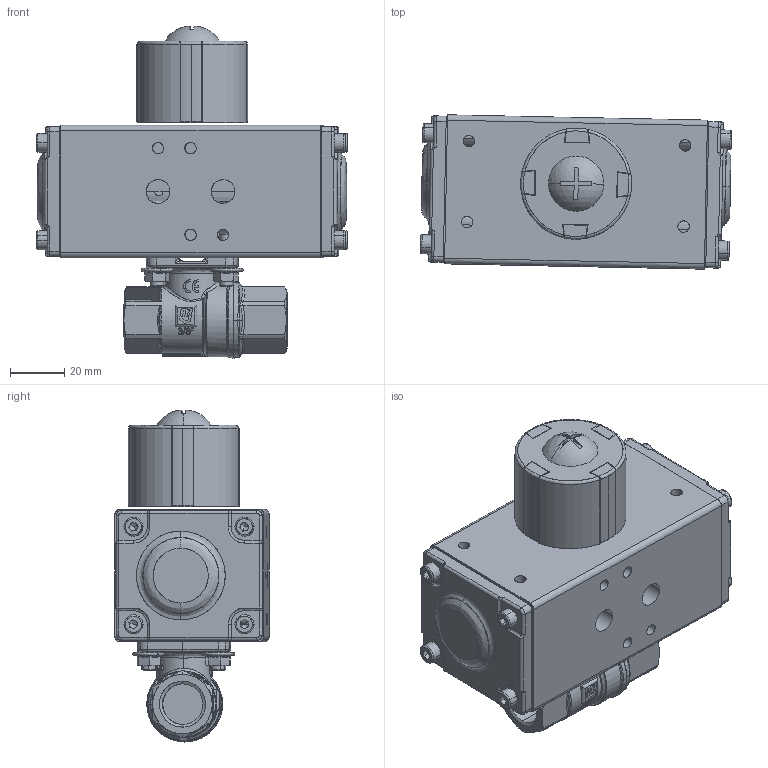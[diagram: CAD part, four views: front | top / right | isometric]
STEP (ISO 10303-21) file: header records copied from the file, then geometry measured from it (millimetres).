
FILE_DESCRIPTION (( 'STEP AP214' ), '1' );
FILE_NAME ('PK01_DN10_doppeltwirkend (PK01000002).STEP', '2022-01-14T13:26:22', ( '' ), ( '' ), 'SwSTEP 2.0', 'SolidWorks 2021', '' );
FILE_SCHEMA (( 'AUTOMOTIVE_DESIGN' ));
Length unit declared in the file: metre
Products named in the file (1): PK01_DN10_doppeltwirkend (PK01000002)
Bounding box: 114.94 x 56.95 x 122.65 mm (x, y, z)
Surface area: 55127.7 mm2 (no closed solid volume)
Topology: 0 solids, 791 shells, 974 faces, 4577 edges, 4361 vertices
Faces by surface type: plane 327, bspline 280, cylinder 252, cone 105, torus 8, sphere 2
Entity records: 79567 total; most frequent: CARTESIAN_POINT 36863, DIRECTION 5284, ORIENTED_EDGE 4901, EDGE_CURVE 4549, VERTEX_POINT 4361, LINE 1866, VECTOR 1866, AXIS2_PLACEMENT_3D 1709
